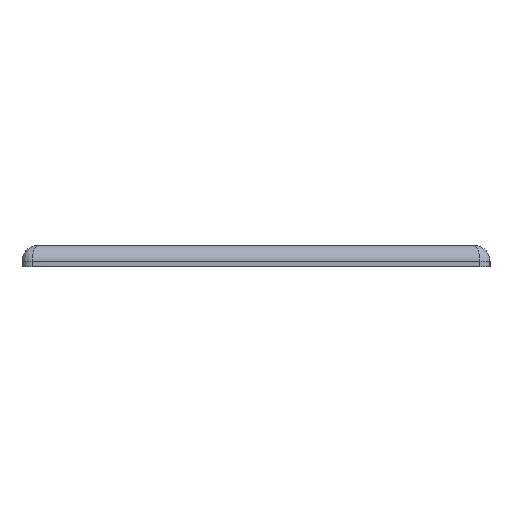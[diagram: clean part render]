
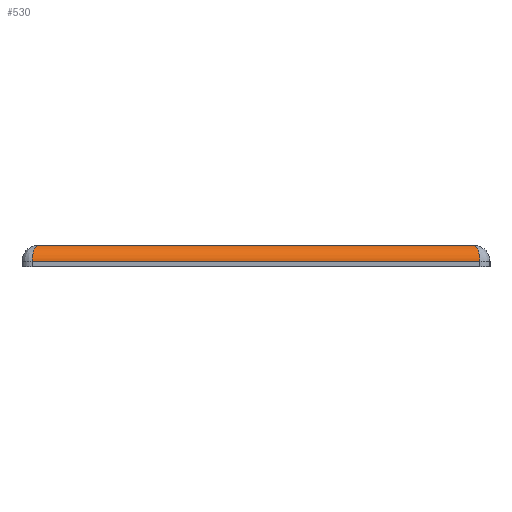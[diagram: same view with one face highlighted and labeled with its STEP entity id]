
A CAD part, left-side view. The second image highlights one B-rep face of the part: STEP entity #530.
In plain terms, the highlighted cylindrical face has radius 4.75 mm (diameter 9.5 mm), a partial arc.
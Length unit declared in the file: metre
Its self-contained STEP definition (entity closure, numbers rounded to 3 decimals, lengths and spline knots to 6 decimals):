
#17=ELLIPSE('',#606,0.005062,0.00475);
#19=ELLIPSE('',#610,0.005062,0.00475);
#63=CYLINDRICAL_SURFACE('',#609,0.00475);
#185=ORIENTED_EDGE('',*,*,#253,.T.);
#186=ORIENTED_EDGE('',*,*,#230,.F.);
#187=ORIENTED_EDGE('',*,*,#255,.F.);
#188=ORIENTED_EDGE('',*,*,#216,.F.);
#216=EDGE_CURVE('',#274,#272,#320,.F.);
#230=EDGE_CURVE('',#282,#283,#330,.T.);
#253=EDGE_CURVE('',#274,#283,#17,.F.);
#255=EDGE_CURVE('',#272,#282,#19,.F.);
#272=VERTEX_POINT('',#822);
#274=VERTEX_POINT('',#828);
#282=VERTEX_POINT('',#855);
#283=VERTEX_POINT('',#857);
#320=LINE('',#830,#352);
#330=LINE('',#856,#362);
#352=VECTOR('',#657,1.);
#362=VECTOR('',#685,1.);
#418=EDGE_LOOP('',(#185,#186,#187,#188));
#474=FACE_BOUND('',#418,.T.);
#530=ADVANCED_FACE('',(#474),#63,.T.);
#606=AXIS2_PLACEMENT_3D('',#996,#767,#768);
#609=AXIS2_PLACEMENT_3D('',#999,#773,#774);
#610=AXIS2_PLACEMENT_3D('',#1000,#775,#776);
#657=DIRECTION('',(0.,-1.,0.));
#685=DIRECTION('',(0.,-1.,0.));
#767=DIRECTION('',(0.346,-0.938,0.));
#768=DIRECTION('',(-0.938,-0.346,0.));
#773=DIRECTION('',(0.,1.,0.));
#774=DIRECTION('',(0.,0.,1.));
#775=DIRECTION('',(-0.346,-0.938,0.));
#776=DIRECTION('',(-0.938,0.346,0.));
#822=CARTESIAN_POINT('',(-0.163597,0.067094,0.01245));
#828=CARTESIAN_POINT('',(-0.163597,-0.063426,0.01245));
#830=CARTESIAN_POINT('',(-0.163597,0.067094,0.01245));
#855=CARTESIAN_POINT('',(-0.158847,0.065344,0.0172));
#856=CARTESIAN_POINT('',(-0.158847,-0.063426,0.0172));
#857=CARTESIAN_POINT('',(-0.158847,-0.061676,0.0172));
#996=CARTESIAN_POINT('',(-0.158847,-0.061676,0.01245));
#999=CARTESIAN_POINT('',(-0.158847,0.001834,0.01245));
#1000=CARTESIAN_POINT('',(-0.158847,0.065344,0.01245));
